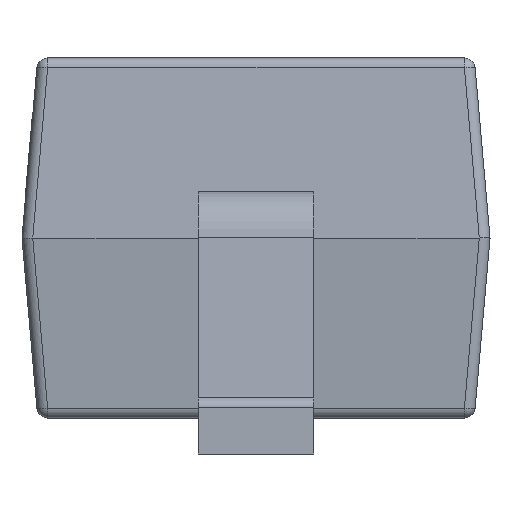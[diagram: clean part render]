
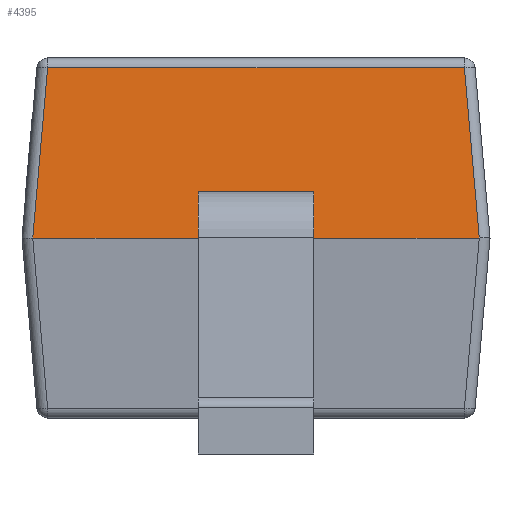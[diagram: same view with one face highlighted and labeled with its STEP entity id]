
A CAD part, left-side view. The second image highlights one B-rep face of the part: STEP entity #4395.
In plain terms, the highlighted planar face has unit normal (-0.996, 0, 0.087).
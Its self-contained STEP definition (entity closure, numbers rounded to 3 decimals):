
#6 = CARTESIAN_POINT ( 'NONE',  ( -0.759, -0.579, 0.473 ) ) ;
#65 = LINE ( 'NONE', #4306, #8512 ) ;
#305 = ORIENTED_EDGE ( 'NONE', *, *, #3956, .T. ) ;
#834 = VECTOR ( 'NONE', #7187, 1000. ) ;
#1392 = LINE ( 'NONE', #2506, #7065 ) ;
#1404 = CARTESIAN_POINT ( 'NONE',  ( -0.8, 0.65, 0. ) ) ;
#1927 = EDGE_CURVE ( 'NONE', #4187, #11296, #13629, .T. ) ;
#2063 = CARTESIAN_POINT ( 'NONE',  ( -0.759, 0.579, 0.473 ) ) ;
#2108 = VECTOR ( 'NONE', #10910, 1000. ) ;
#2506 = CARTESIAN_POINT ( 'NONE',  ( -0.8, 0.16, 0. ) ) ;
#2645 = CARTESIAN_POINT ( 'NONE',  ( -0.789, -0.16, 0.13 ) ) ;
#2945 = EDGE_CURVE ( 'NONE', #11296, #8038, #1392, .T. ) ;
#3029 = ORIENTED_EDGE ( 'NONE', *, *, #10628, .T. ) ;
#3043 = VECTOR ( 'NONE', #9607, 1000. ) ;
#3360 = DIRECTION ( 'NONE',  ( 0., -1., 0. ) ) ;
#3869 = VECTOR ( 'NONE', #3360, 1000. ) ;
#3919 = CARTESIAN_POINT ( 'NONE',  ( -0.759, 0.606, 0.473 ) ) ;
#3930 = VERTEX_POINT ( 'NONE', #13665 ) ;
#3956 = EDGE_CURVE ( 'NONE', #8038, #7824, #7730, .T. ) ;
#4186 = ORIENTED_EDGE ( 'NONE', *, *, #13216, .T. ) ;
#4187 = VERTEX_POINT ( 'NONE', #4985 ) ;
#4306 = CARTESIAN_POINT ( 'NONE',  ( -0.8, 0.62, -0.003 ) ) ;
#4395 = ADVANCED_FACE ( 'NONE', ( #6994 ), #11236, .T. ) ;
#4926 = ORIENTED_EDGE ( 'NONE', *, *, #1927, .T. ) ;
#4985 = CARTESIAN_POINT ( 'NONE',  ( -0.8, 0.62, 0. ) ) ;
#5250 = CARTESIAN_POINT ( 'NONE',  ( -0.8, 0.65, 0. ) ) ;
#6006 = ORIENTED_EDGE ( 'NONE', *, *, #2945, .T. ) ;
#6352 = ORIENTED_EDGE ( 'NONE', *, *, #11688, .T. ) ;
#6748 = DIRECTION ( 'NONE',  ( 0.087, 0., 0.996 ) ) ;
#6994 = FACE_OUTER_BOUND ( 'NONE', #8160, .T. ) ;
#7025 = LINE ( 'NONE', #12410, #8984 ) ;
#7065 = VECTOR ( 'NONE', #6748, 1000. ) ;
#7187 = DIRECTION ( 'NONE',  ( 0., 1., 0. ) ) ;
#7285 = VECTOR ( 'NONE', #9669, 1000. ) ;
#7671 = EDGE_CURVE ( 'NONE', #10221, #4187, #65, .T. ) ;
#7730 = LINE ( 'NONE', #8825, #2108 ) ;
#7824 = VERTEX_POINT ( 'NONE', #2645 ) ;
#8038 = VERTEX_POINT ( 'NONE', #13299 ) ;
#8160 = EDGE_LOOP ( 'NONE', ( #4186, #11622, #4926, #6006, #305, #11348, #3029, #6352 ) ) ;
#8191 = DIRECTION ( 'NONE',  ( 0.087, 0., 0.996 ) ) ;
#8512 = VECTOR ( 'NONE', #9659, 1000. ) ;
#8783 = AXIS2_PLACEMENT_3D ( 'NONE', #13555, #10528, #8191 ) ;
#8825 = CARTESIAN_POINT ( 'NONE',  ( -0.789, 0.65, 0.13 ) ) ;
#8984 = VECTOR ( 'NONE', #13181, 1000. ) ;
#9607 = DIRECTION ( 'NONE',  ( 0., -1., 0. ) ) ;
#9659 = DIRECTION ( 'NONE',  ( -0.087, 0.087, -0.992 ) ) ;
#9669 = DIRECTION ( 'NONE',  ( 0.087, 0., 0.996 ) ) ;
#10221 = VERTEX_POINT ( 'NONE', #2063 ) ;
#10528 = DIRECTION ( 'NONE',  ( -0.996, 0., 0.087 ) ) ;
#10581 = CARTESIAN_POINT ( 'NONE',  ( -0.8, -0.16, 0. ) ) ;
#10628 = EDGE_CURVE ( 'NONE', #3930, #11542, #12912, .T. ) ;
#10862 = VERTEX_POINT ( 'NONE', #6 ) ;
#10910 = DIRECTION ( 'NONE',  ( 0., -1., 0. ) ) ;
#11236 = PLANE ( 'NONE',  #8783 ) ;
#11296 = VERTEX_POINT ( 'NONE', #13088 ) ;
#11348 = ORIENTED_EDGE ( 'NONE', *, *, #13526, .F. ) ;
#11542 = VERTEX_POINT ( 'NONE', #11693 ) ;
#11622 = ORIENTED_EDGE ( 'NONE', *, *, #7671, .T. ) ;
#11688 = EDGE_CURVE ( 'NONE', #11542, #10862, #7025, .T. ) ;
#11693 = CARTESIAN_POINT ( 'NONE',  ( -0.8, -0.62, 0. ) ) ;
#12410 = CARTESIAN_POINT ( 'NONE',  ( -0.79, -0.611, 0.109 ) ) ;
#12832 = LINE ( 'NONE', #10581, #7285 ) ;
#12912 = LINE ( 'NONE', #1404, #3869 ) ;
#13088 = CARTESIAN_POINT ( 'NONE',  ( -0.8, 0.16, 0. ) ) ;
#13181 = DIRECTION ( 'NONE',  ( 0.087, 0.087, 0.992 ) ) ;
#13216 = EDGE_CURVE ( 'NONE', #10862, #10221, #13549, .T. ) ;
#13299 = CARTESIAN_POINT ( 'NONE',  ( -0.789, 0.16, 0.13 ) ) ;
#13526 = EDGE_CURVE ( 'NONE', #3930, #7824, #12832, .T. ) ;
#13549 = LINE ( 'NONE', #3919, #834 ) ;
#13555 = CARTESIAN_POINT ( 'NONE',  ( -0.8, 0.65, 0. ) ) ;
#13629 = LINE ( 'NONE', #5250, #3043 ) ;
#13665 = CARTESIAN_POINT ( 'NONE',  ( -0.8, -0.16, 0. ) ) ;
